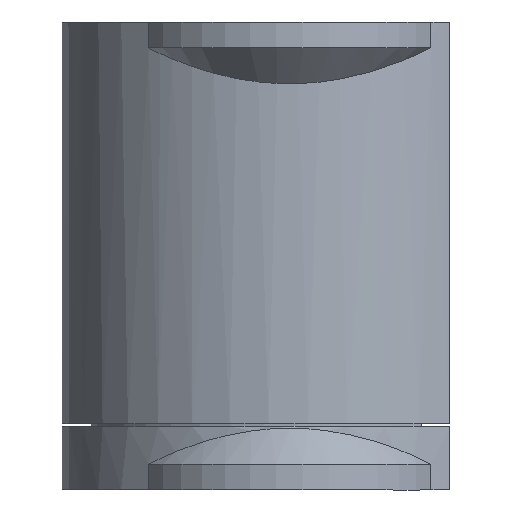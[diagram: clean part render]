
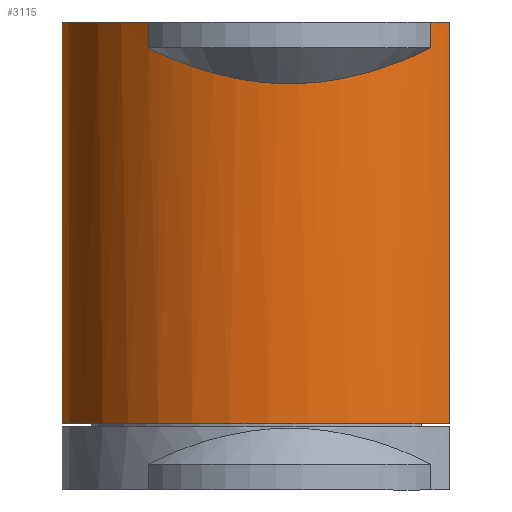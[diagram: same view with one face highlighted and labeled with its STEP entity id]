
A CAD part, front view. The second image highlights one B-rep face of the part: STEP entity #3115.
In plain terms, the highlighted cylindrical face has radius 17.55 mm (diameter 35.1 mm), a partial arc.
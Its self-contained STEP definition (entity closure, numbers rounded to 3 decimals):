
#43=B_SPLINE_CURVE_WITH_KNOTS('',3,(#4711,#4712,#4713,#4714,#4715,#4716,
#4717,#4718,#4719,#4720,#4721,#4722),.UNSPECIFIED.,.F.,.F.,(4,2,2,2,2,4),
(2.479,2.954,3.428,3.837,4.245,
4.782),.UNSPECIFIED.);
#44=B_SPLINE_CURVE_WITH_KNOTS('',3,(#4733,#4734,#4735,#4736,#4737,#4738,
#4739,#4740,#4741,#4742,#4743,#4744),.UNSPECIFIED.,.F.,.F.,(4,2,2,2,2,4),
(2.479,2.954,3.428,3.837,4.245,
4.782),.UNSPECIFIED.);
#295=FACE_OUTER_BOUND('',#498,.T.);
#498=EDGE_LOOP('',(#2127,#2128,#2129,#2130,#2131,#2132,#2133,#2134,#2135,
#2136,#2137,#2138));
#710=LINE('',#4726,#873);
#711=LINE('',#4729,#874);
#712=LINE('',#4748,#875);
#713=LINE('',#4751,#876);
#722=LINE('',#4876,#885);
#723=LINE('',#4877,#886);
#873=VECTOR('',#3744,10.);
#874=VECTOR('',#3747,10.);
#875=VECTOR('',#3754,10.);
#876=VECTOR('',#3757,10.);
#885=VECTOR('',#3836,10.);
#886=VECTOR('',#3837,10.);
#1033=CIRCLE('',#3318,17.55);
#1040=CIRCLE('',#3331,17.55);
#1041=CIRCLE('',#3332,17.55);
#1042=CIRCLE('',#3333,17.55);
#1242=VERTEX_POINT('',#4704);
#1243=VERTEX_POINT('',#4705);
#1244=VERTEX_POINT('',#4709);
#1245=VERTEX_POINT('',#4710);
#1246=VERTEX_POINT('',#4725);
#1247=VERTEX_POINT('',#4727);
#1248=VERTEX_POINT('',#4731);
#1249=VERTEX_POINT('',#4732);
#1250=VERTEX_POINT('',#4747);
#1251=VERTEX_POINT('',#4749);
#1254=VERTEX_POINT('',#4759);
#1255=VERTEX_POINT('',#4760);
#1556=EDGE_CURVE('',#1242,#1243,#1033,.T.);
#1558=EDGE_CURVE('',#1244,#1245,#43,.T.);
#1560=EDGE_CURVE('',#1246,#1244,#710,.T.);
#1562=EDGE_CURVE('',#1245,#1247,#711,.T.);
#1563=EDGE_CURVE('',#1248,#1249,#44,.T.);
#1565=EDGE_CURVE('',#1250,#1248,#712,.T.);
#1567=EDGE_CURVE('',#1249,#1251,#713,.T.);
#1572=EDGE_CURVE('',#1251,#1255,#1040,.T.);
#1573=EDGE_CURVE('',#1247,#1250,#1041,.T.);
#1574=EDGE_CURVE('',#1254,#1246,#1042,.T.);
#1604=EDGE_CURVE('',#1254,#1242,#722,.T.);
#1605=EDGE_CURVE('',#1243,#1255,#723,.T.);
#2127=ORIENTED_EDGE('',*,*,#1562,.T.);
#2128=ORIENTED_EDGE('',*,*,#1573,.T.);
#2129=ORIENTED_EDGE('',*,*,#1565,.T.);
#2130=ORIENTED_EDGE('',*,*,#1563,.T.);
#2131=ORIENTED_EDGE('',*,*,#1567,.T.);
#2132=ORIENTED_EDGE('',*,*,#1572,.T.);
#2133=ORIENTED_EDGE('',*,*,#1605,.F.);
#2134=ORIENTED_EDGE('',*,*,#1556,.F.);
#2135=ORIENTED_EDGE('',*,*,#1604,.F.);
#2136=ORIENTED_EDGE('',*,*,#1574,.T.);
#2137=ORIENTED_EDGE('',*,*,#1560,.T.);
#2138=ORIENTED_EDGE('',*,*,#1558,.T.);
#3006=CYLINDRICAL_SURFACE('',#3362,17.55);
#3115=ADVANCED_FACE('',(#295),#3006,.T.);
#3318=AXIS2_PLACEMENT_3D('',#4706,#3735,#3736);
#3331=AXIS2_PLACEMENT_3D('',#4762,#3768,#3769);
#3332=AXIS2_PLACEMENT_3D('',#4763,#3770,#3771);
#3333=AXIS2_PLACEMENT_3D('',#4764,#3772,#3773);
#3362=AXIS2_PLACEMENT_3D('',#4878,#3838,#3839);
#3735=DIRECTION('center_axis',(0.,1.,0.));
#3736=DIRECTION('ref_axis',(0.701,0.,-0.713));
#3744=DIRECTION('',(0.,1.,0.));
#3747=DIRECTION('',(0.,-1.,0.));
#3754=DIRECTION('',(0.,1.,0.));
#3757=DIRECTION('',(0.,-1.,0.));
#3768=DIRECTION('center_axis',(0.,1.,0.));
#3769=DIRECTION('ref_axis',(0.701,0.,0.713));
#3770=DIRECTION('center_axis',(0.,1.,0.));
#3771=DIRECTION('ref_axis',(0.701,0.,0.713));
#3772=DIRECTION('center_axis',(0.,1.,0.));
#3773=DIRECTION('ref_axis',(0.701,0.,0.713));
#3836=DIRECTION('',(0.,1.,0.));
#3837=DIRECTION('',(0.,-1.,0.));
#3838=DIRECTION('center_axis',(0.,1.,0.));
#3839=DIRECTION('ref_axis',(-1.,0.,0.));
#4704=CARTESIAN_POINT('',(12.3,16.4,-12.518));
#4705=CARTESIAN_POINT('',(12.3,16.4,12.518));
#4706=CARTESIAN_POINT('Origin',(0.,16.4,
0.));
#4709=CARTESIAN_POINT('',(10.853,-12.5,-13.792));
#4710=CARTESIAN_POINT('',(-10.853,-12.5,-13.792));
#4711=CARTESIAN_POINT('Ctrl Pts',(10.853,-12.5,-13.792));
#4712=CARTESIAN_POINT('Ctrl Pts',(9.701,-11.91,-14.699));
#4713=CARTESIAN_POINT('Ctrl Pts',(8.312,-11.314,-15.543));
#4714=CARTESIAN_POINT('Ctrl Pts',(5.298,-10.36,-16.811));
#4715=CARTESIAN_POINT('Ctrl Pts',(3.67,-10.011,-17.234));
#4716=CARTESIAN_POINT('Ctrl Pts',(0.763,-9.72,-17.586));
#4717=CARTESIAN_POINT('Ctrl Pts',(-0.722,-9.712,-17.596));
#4718=CARTESIAN_POINT('Ctrl Pts',(-3.619,-10.011,-17.235));
#4719=CARTESIAN_POINT('Ctrl Pts',(-5.03,-10.313,-16.865));
#4720=CARTESIAN_POINT('Ctrl Pts',(-7.871,-11.141,-15.781));
#4721=CARTESIAN_POINT('Ctrl Pts',(-9.454,-11.784,-14.893));
#4722=CARTESIAN_POINT('Ctrl Pts',(-10.853,-12.5,-13.792));
#4725=CARTESIAN_POINT('',(10.853,-14.5,-13.792));
#4726=CARTESIAN_POINT('',(10.853,-14.5,-13.792));
#4727=CARTESIAN_POINT('',(-10.853,-14.5,-13.792));
#4729=CARTESIAN_POINT('',(-10.853,-14.5,-13.792));
#4731=CARTESIAN_POINT('',(-10.853,-12.5,13.792));
#4732=CARTESIAN_POINT('',(10.853,-12.5,13.792));
#4733=CARTESIAN_POINT('Ctrl Pts',(-10.853,-12.5,13.792));
#4734=CARTESIAN_POINT('Ctrl Pts',(-9.701,-11.91,14.699));
#4735=CARTESIAN_POINT('Ctrl Pts',(-8.312,-11.314,15.543));
#4736=CARTESIAN_POINT('Ctrl Pts',(-5.298,-10.36,16.811));
#4737=CARTESIAN_POINT('Ctrl Pts',(-3.67,-10.011,17.234));
#4738=CARTESIAN_POINT('Ctrl Pts',(-0.763,-9.72,
17.586));
#4739=CARTESIAN_POINT('Ctrl Pts',(0.722,-9.712,17.596));
#4740=CARTESIAN_POINT('Ctrl Pts',(3.619,-10.011,17.235));
#4741=CARTESIAN_POINT('Ctrl Pts',(5.03,-10.313,16.865));
#4742=CARTESIAN_POINT('Ctrl Pts',(7.871,-11.141,15.781));
#4743=CARTESIAN_POINT('Ctrl Pts',(9.454,-11.784,14.893));
#4744=CARTESIAN_POINT('Ctrl Pts',(10.853,-12.5,13.792));
#4747=CARTESIAN_POINT('',(-10.853,-14.5,13.792));
#4748=CARTESIAN_POINT('',(-10.853,-14.5,13.792));
#4749=CARTESIAN_POINT('',(10.853,-14.5,13.792));
#4751=CARTESIAN_POINT('',(10.853,-14.5,13.792));
#4759=CARTESIAN_POINT('',(12.3,-14.5,-12.518));
#4760=CARTESIAN_POINT('',(12.3,-14.5,12.518));
#4762=CARTESIAN_POINT('Origin',(0.,-14.5,
0.));
#4763=CARTESIAN_POINT('Origin',(0.,-14.5,
0.));
#4764=CARTESIAN_POINT('Origin',(0.,-14.5,
0.));
#4876=CARTESIAN_POINT('',(12.3,4.7,-12.518));
#4877=CARTESIAN_POINT('',(12.3,24.,12.518));
#4878=CARTESIAN_POINT('Origin',(0.,24.,
0.));
